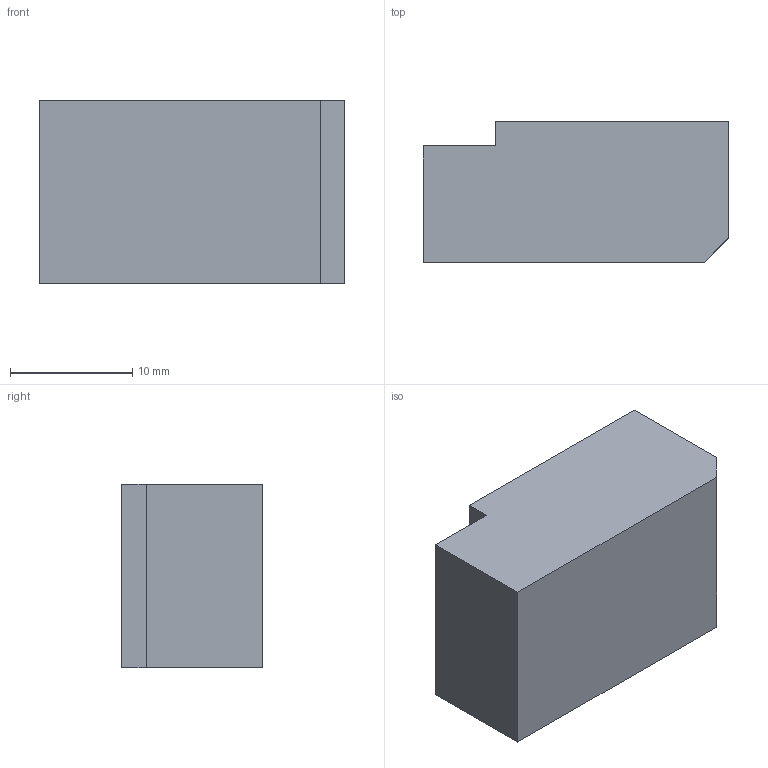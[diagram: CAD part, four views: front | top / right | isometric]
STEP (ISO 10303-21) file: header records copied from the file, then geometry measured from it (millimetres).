
FILE_DESCRIPTION(/* description */ (''),/* implementation_level */ '2;1');
FILE_NAME(/* name */ 'Spacer 9.5mm.stp',/* time_stamp */ '2025-03-22T19:07:03+01:00',/* author */ ('Carsten Grøn'),/* organization */ (''),/* preprocessor_version */ 'ST-DEVELOPER v18',/* originating_system */ 'Autodesk Inventor 2020',/* authorisation */ '');
FILE_SCHEMA (('CONFIG_CONTROL_DESIGN'));
Length unit declared in the file: millimetre
Products named in the file (1): Spacer 9.5mm
Bounding box: 25 x 11.5 x 15 mm (x, y, z)
Volume: 4105.5 mm3; surface area: 1624.8 mm2
Topology: 1 solids, 1 shells, 9 faces, 21 edges, 14 vertices
Faces by surface type: plane 9
Entity records: 296 total; most frequent: CARTESIAN_POINT 45, ORIENTED_EDGE 42, DIRECTION 41, LINE 21, VECTOR 21, EDGE_CURVE 21, VERTEX_POINT 14, AXIS2_PLACEMENT_3D 10
